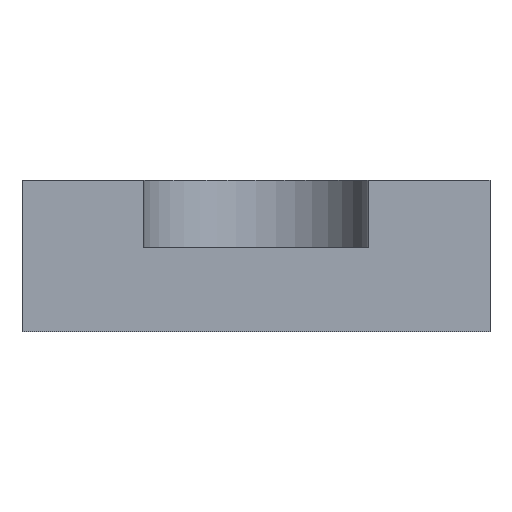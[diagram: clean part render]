
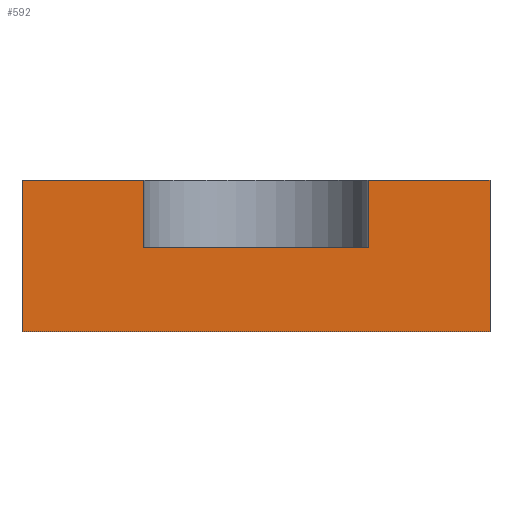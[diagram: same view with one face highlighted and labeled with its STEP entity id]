
A CAD part, front view. The second image highlights one B-rep face of the part: STEP entity #592.
In plain terms, the highlighted planar face has unit normal (0, -1, 0).
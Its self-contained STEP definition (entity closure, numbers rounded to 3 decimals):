
#5=DIRECTION('',(1.,0.,0.));
#6=VECTOR('',#5,18.5);
#7=CARTESIAN_POINT('',(-9.25,-60.,0.));
#8=LINE('',#7,#6);
#94=DIRECTION('',(1.,0.,0.));
#95=VECTOR('',#94,4.8);
#96=CARTESIAN_POINT('',(4.45,-60.,6.));
#97=LINE('',#96,#95);
#111=DIRECTION('',(1.,0.,0.));
#112=VECTOR('',#111,4.8);
#113=CARTESIAN_POINT('',(-9.25,-60.,6.));
#114=LINE('',#113,#112);
#205=DIRECTION('',(0.,0.,1.));
#206=VECTOR('',#205,2.65);
#207=CARTESIAN_POINT('',(4.45,-60.,3.35));
#208=LINE('',#207,#206);
#209=DIRECTION('',(0.,0.,1.));
#210=VECTOR('',#209,6.);
#211=CARTESIAN_POINT('',(-9.25,-60.,0.));
#212=LINE('',#211,#210);
#213=DIRECTION('',(0.,0.,1.));
#214=VECTOR('',#213,2.65);
#215=CARTESIAN_POINT('',(-4.45,-60.,3.35));
#216=LINE('',#215,#214);
#217=DIRECTION('',(1.,0.,0.));
#218=VECTOR('',#217,8.9);
#219=CARTESIAN_POINT('',(-4.45,-60.,3.35));
#220=LINE('',#219,#218);
#229=DIRECTION('',(0.,0.,1.));
#230=VECTOR('',#229,6.);
#231=CARTESIAN_POINT('',(9.25,-60.,0.));
#232=LINE('',#231,#230);
#254=CARTESIAN_POINT('',(-9.25,-60.,0.));
#256=VERTEX_POINT('',#254);
#257=CARTESIAN_POINT('',(9.25,-60.,0.));
#258=VERTEX_POINT('',#257);
#262=CARTESIAN_POINT('',(-9.25,-60.,6.));
#264=VERTEX_POINT('',#262);
#265=CARTESIAN_POINT('',(9.25,-60.,6.));
#267=VERTEX_POINT('',#265);
#293=CARTESIAN_POINT('',(4.45,-60.,6.));
#295=VERTEX_POINT('',#293);
#297=CARTESIAN_POINT('',(-4.45,-60.,6.));
#299=VERTEX_POINT('',#297);
#301=CARTESIAN_POINT('',(4.45,-60.,3.35));
#302=VERTEX_POINT('',#301);
#303=CARTESIAN_POINT('',(-4.45,-60.,3.35));
#304=VERTEX_POINT('',#303);
#574=CARTESIAN_POINT('',(-9.25,-60.,0.));
#575=DIRECTION('',(0.,-1.,0.));
#576=DIRECTION('',(1.,0.,0.));
#577=AXIS2_PLACEMENT_3D('',#574,#575,#576);
#578=PLANE('',#577);
#580=ORIENTED_EDGE('',*,*,#579,.T.);
#581=ORIENTED_EDGE('',*,*,#426,.T.);
#583=ORIENTED_EDGE('',*,*,#582,.F.);
#584=ORIENTED_EDGE('',*,*,#340,.F.);
#585=ORIENTED_EDGE('',*,*,#371,.T.);
#586=ORIENTED_EDGE('',*,*,#434,.T.);
#588=ORIENTED_EDGE('',*,*,#587,.F.);
#589=ORIENTED_EDGE('',*,*,#538,.T.);
#590=EDGE_LOOP('',(#580,#581,#583,#584,#585,#586,#588,#589));
#591=FACE_OUTER_BOUND('',#590,.F.);
#592=ADVANCED_FACE('',(#591),#578,.T.);
#340=EDGE_CURVE('',#256,#258,#8,.T.);
#371=EDGE_CURVE('',#256,#264,#212,.T.);
#426=EDGE_CURVE('',#295,#267,#97,.T.);
#434=EDGE_CURVE('',#264,#299,#114,.T.);
#538=EDGE_CURVE('',#304,#302,#220,.T.);
#579=EDGE_CURVE('',#302,#295,#208,.T.);
#582=EDGE_CURVE('',#258,#267,#232,.T.);
#587=EDGE_CURVE('',#304,#299,#216,.T.);
